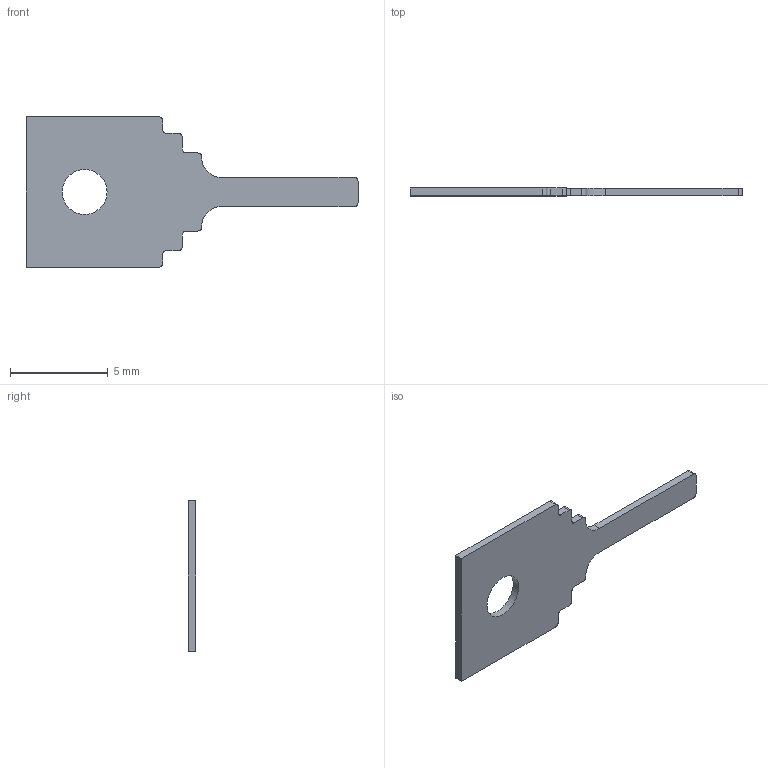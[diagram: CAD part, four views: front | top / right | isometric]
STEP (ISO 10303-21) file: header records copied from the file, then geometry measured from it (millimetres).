
FILE_DESCRIPTION(/* description */ (''),/* implementation_level */ '2;1');
FILE_NAME(/* name */ 'Proto.step',/* time_stamp */ '2022-01-09T12:40:10+01:00',/* author */ (''),/* organization */ (''),/* preprocessor_version */ 'ST-DEVELOPER v18.1',/* originating_system */ 'Autodesk Translation Framework v10.10.0.1391',/* authorisation */ '');
FILE_SCHEMA (('AUTOMOTIVE_DESIGN { 1 0 10303 214 3 1 1 }'));
Length unit declared in the file: millimetre
Products named in the file (2): Proto; proto_1
Assembly tree (1 placements, depth 2):
  Proto
    proto_1
Bounding box: 17 x 0.4 x 7.7 mm (x, y, z)
Volume: 28.9 mm3; surface area: 166.2 mm2
Topology: 1 solids, 1 shells, 33 faces, 93 edges, 62 vertices
Faces by surface type: plane 18, cylinder 15
Full cylindrical faces by diameter (mm): 2.3 x1
Entity records: 1141 total; most frequent: DIRECTION 195, CARTESIAN_POINT 191, ORIENTED_EDGE 186, EDGE_CURVE 93, AXIS2_PLACEMENT_3D 66, LINE 63, VECTOR 63, VERTEX_POINT 62
